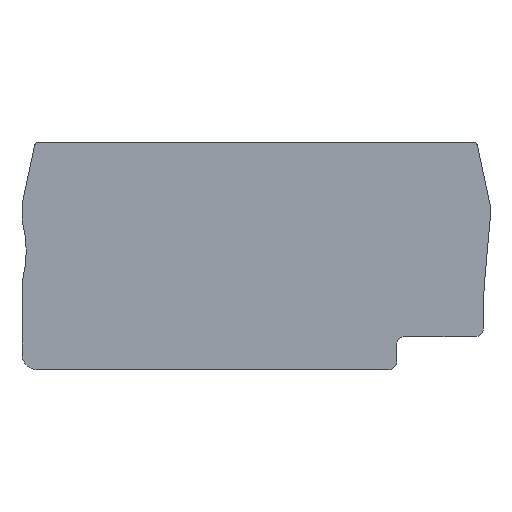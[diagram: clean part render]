
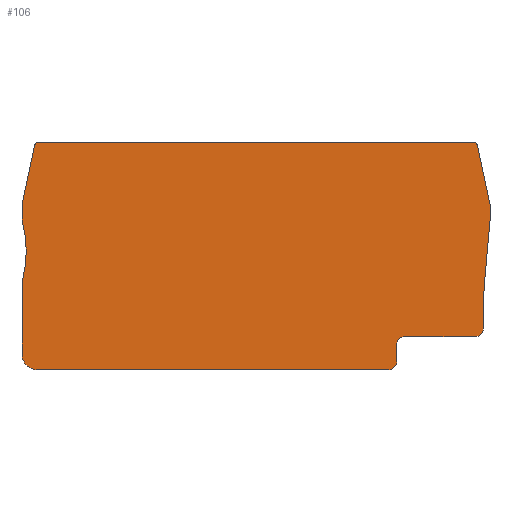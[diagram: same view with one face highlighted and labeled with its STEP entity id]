
A CAD part, top view. The second image highlights one B-rep face of the part: STEP entity #106.
In plain terms, the highlighted planar face has unit normal (0, 0, 1).
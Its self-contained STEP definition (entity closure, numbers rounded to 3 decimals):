
#106=ADVANCED_FACE('',(#140),#127,.T.);
#127=PLANE('',#506);
#140=FACE_OUTER_BOUND('',#161,.T.);
#161=EDGE_LOOP('',(#288,#289,#290,#291,#292,#293,#294,#295,#296,#297,#298,
#299,#300,#301,#302,#303,#304,#305,#306));
#191=LINE('',#683,#232);
#194=LINE('',#689,#235);
#196=LINE('',#693,#237);
#197=LINE('',#698,#238);
#198=LINE('',#702,#239);
#199=LINE('',#707,#240);
#200=LINE('',#711,#241);
#201=LINE('',#713,#242);
#202=LINE('',#715,#243);
#203=LINE('',#720,#244);
#204=LINE('',#722,#245);
#232=VECTOR('',#556,1.);
#235=VECTOR('',#561,1.);
#237=VECTOR('',#565,1.);
#238=VECTOR('',#568,1.);
#239=VECTOR('',#571,1.);
#240=VECTOR('',#576,1.);
#241=VECTOR('',#579,1.);
#242=VECTOR('',#580,1.);
#243=VECTOR('',#581,1.);
#244=VECTOR('',#586,1.);
#245=VECTOR('',#587,1.);
#288=ORIENTED_EDGE('',*,*,#438,.F.);
#289=ORIENTED_EDGE('',*,*,#439,.T.);
#290=ORIENTED_EDGE('',*,*,#440,.T.);
#291=ORIENTED_EDGE('',*,*,#441,.T.);
#292=ORIENTED_EDGE('',*,*,#442,.F.);
#293=ORIENTED_EDGE('',*,*,#443,.F.);
#294=ORIENTED_EDGE('',*,*,#436,.F.);
#295=ORIENTED_EDGE('',*,*,#444,.F.);
#296=ORIENTED_EDGE('',*,*,#445,.F.);
#297=ORIENTED_EDGE('',*,*,#446,.F.);
#298=ORIENTED_EDGE('',*,*,#447,.F.);
#299=ORIENTED_EDGE('',*,*,#448,.T.);
#300=ORIENTED_EDGE('',*,*,#449,.T.);
#301=ORIENTED_EDGE('',*,*,#450,.T.);
#302=ORIENTED_EDGE('',*,*,#433,.T.);
#303=ORIENTED_EDGE('',*,*,#451,.F.);
#304=ORIENTED_EDGE('',*,*,#452,.F.);
#305=ORIENTED_EDGE('',*,*,#453,.F.);
#306=ORIENTED_EDGE('',*,*,#454,.F.);
#394=VERTEX_POINT('',#682);
#395=VERTEX_POINT('',#684);
#396=VERTEX_POINT('',#688);
#397=VERTEX_POINT('',#690);
#398=VERTEX_POINT('',#694);
#399=VERTEX_POINT('',#695);
#400=VERTEX_POINT('',#697);
#401=VERTEX_POINT('',#699);
#402=VERTEX_POINT('',#701);
#403=VERTEX_POINT('',#703);
#404=VERTEX_POINT('',#706);
#405=VERTEX_POINT('',#708);
#406=VERTEX_POINT('',#710);
#407=VERTEX_POINT('',#712);
#408=VERTEX_POINT('',#714);
#409=VERTEX_POINT('',#716);
#410=VERTEX_POINT('',#719);
#411=VERTEX_POINT('',#721);
#412=VERTEX_POINT('',#723);
#433=EDGE_CURVE('',#395,#394,#191,.T.);
#436=EDGE_CURVE('',#396,#397,#194,.T.);
#438=EDGE_CURVE('',#398,#399,#196,.T.);
#439=EDGE_CURVE('',#398,#400,#478,.T.);
#440=EDGE_CURVE('',#400,#401,#197,.T.);
#441=EDGE_CURVE('',#401,#402,#479,.T.);
#442=EDGE_CURVE('',#403,#402,#198,.T.);
#443=EDGE_CURVE('',#397,#403,#480,.T.);
#444=EDGE_CURVE('',#404,#396,#481,.T.);
#445=EDGE_CURVE('',#405,#404,#199,.T.);
#446=EDGE_CURVE('',#406,#405,#482,.T.);
#447=EDGE_CURVE('',#407,#406,#200,.T.);
#448=EDGE_CURVE('',#407,#408,#201,.T.);
#449=EDGE_CURVE('',#408,#409,#202,.T.);
#450=EDGE_CURVE('',#409,#395,#483,.T.);
#451=EDGE_CURVE('',#410,#394,#484,.T.);
#452=EDGE_CURVE('',#411,#410,#203,.T.);
#453=EDGE_CURVE('',#412,#411,#204,.T.);
#454=EDGE_CURVE('',#399,#412,#485,.T.);
#478=CIRCLE('',#498,2.);
#479=CIRCLE('',#499,1.);
#480=CIRCLE('',#500,1.);
#481=CIRCLE('',#501,1.);
#482=CIRCLE('',#502,50.);
#483=CIRCLE('',#503,0.5);
#484=CIRCLE('',#504,0.5);
#485=CIRCLE('',#505,15.);
#498=AXIS2_PLACEMENT_3D('',#696,#566,#567);
#499=AXIS2_PLACEMENT_3D('',#700,#569,#570);
#500=AXIS2_PLACEMENT_3D('',#704,#572,#573);
#501=AXIS2_PLACEMENT_3D('',#705,#574,#575);
#502=AXIS2_PLACEMENT_3D('',#709,#577,#578);
#503=AXIS2_PLACEMENT_3D('',#717,#582,#583);
#504=AXIS2_PLACEMENT_3D('',#718,#584,#585);
#505=AXIS2_PLACEMENT_3D('',#724,#588,#589);
#506=AXIS2_PLACEMENT_3D('',#725,#590,#591);
#556=DIRECTION('',(-1.,0.,0.));
#561=DIRECTION('',(-1.,0.,0.));
#565=DIRECTION('',(0.,1.,0.));
#566=DIRECTION('',(0.,0.,1.));
#567=DIRECTION('',(1.,0.,0.));
#568=DIRECTION('',(1.,0.,0.));
#569=DIRECTION('',(0.,0.,1.));
#570=DIRECTION('',(1.,0.,0.));
#571=DIRECTION('',(0.,-1.,0.));
#572=DIRECTION('',(0.,0.,1.));
#573=DIRECTION('',(1.,0.,0.));
#574=DIRECTION('',(0.,0.,-1.));
#575=DIRECTION('',(1.,0.,0.));
#576=DIRECTION('',(0.,-1.,0.));
#577=DIRECTION('',(0.,0.,1.));
#578=DIRECTION('',(1.,0.,0.));
#579=DIRECTION('',(-0.087,-0.996,0.));
#580=DIRECTION('',(0.,1.,0.));
#581=DIRECTION('',(-0.208,0.978,0.));
#582=DIRECTION('',(0.,0.,1.));
#583=DIRECTION('',(1.,0.,0.));
#584=DIRECTION('',(0.,0.,-1.));
#585=DIRECTION('',(1.,0.,0.));
#586=DIRECTION('',(0.208,0.978,0.));
#587=DIRECTION('',(0.,1.,0.));
#588=DIRECTION('',(0.,0.,1.));
#589=DIRECTION('',(1.,0.,0.));
#590=DIRECTION('',(0.,0.,1.));
#591=DIRECTION('',(1.,0.,0.));
#682=CARTESIAN_POINT('',(-21.995,14.625,0.));
#683=CARTESIAN_POINT('',(33.995,14.625,0.));
#684=CARTESIAN_POINT('',(33.995,14.625,0.));
#688=CARTESIAN_POINT('',(34.225,-10.375,0.));
#689=CARTESIAN_POINT('',(-34.1,-10.375,0.));
#690=CARTESIAN_POINT('',(25.1,-10.375,0.));
#693=CARTESIAN_POINT('',(-24.1,-12.625,0.));
#694=CARTESIAN_POINT('',(-24.1,-12.625,0.));
#695=CARTESIAN_POINT('',(-24.1,-3.375,0.));
#696=CARTESIAN_POINT('',(-22.1,-12.625,0.));
#697=CARTESIAN_POINT('',(-22.1,-14.625,0.));
#698=CARTESIAN_POINT('',(-34.1,-14.625,0.));
#699=CARTESIAN_POINT('',(23.1,-14.625,0.));
#700=CARTESIAN_POINT('',(23.1,-13.625,0.));
#701=CARTESIAN_POINT('',(24.1,-13.625,0.));
#702=CARTESIAN_POINT('',(24.1,-12.625,0.));
#703=CARTESIAN_POINT('',(24.1,-11.375,0.));
#704=CARTESIAN_POINT('',(25.1,-11.375,0.));
#705=CARTESIAN_POINT('',(34.225,-9.375,0.));
#706=CARTESIAN_POINT('',(35.225,-9.375,0.));
#707=CARTESIAN_POINT('',(35.225,-12.625,0.));
#708=CARTESIAN_POINT('',(35.225,-7.558,0.));
#709=CARTESIAN_POINT('',(85.225,-7.558,0.));
#710=CARTESIAN_POINT('',(35.415,-3.2,0.));
#711=CARTESIAN_POINT('',(34.069,-18.589,0.));
#712=CARTESIAN_POINT('',(36.1,4.625,0.));
#713=CARTESIAN_POINT('',(36.1,-10.27,0.));
#714=CARTESIAN_POINT('',(36.1,6.625,0.));
#715=CARTESIAN_POINT('',(36.1,6.625,0.));
#716=CARTESIAN_POINT('',(34.484,14.229,0.));
#717=CARTESIAN_POINT('',(33.995,14.125,0.));
#718=CARTESIAN_POINT('',(-21.995,14.125,0.));
#719=CARTESIAN_POINT('',(-22.484,14.229,0.));
#720=CARTESIAN_POINT('',(-28.447,-13.827,0.));
#721=CARTESIAN_POINT('',(-24.1,6.625,0.));
#722=CARTESIAN_POINT('',(-24.1,-12.625,0.));
#723=CARTESIAN_POINT('',(-24.1,4.625,0.));
#724=CARTESIAN_POINT('',(-38.557,0.625,0.));
#725=CARTESIAN_POINT('',(-34.1,-12.625,0.));
